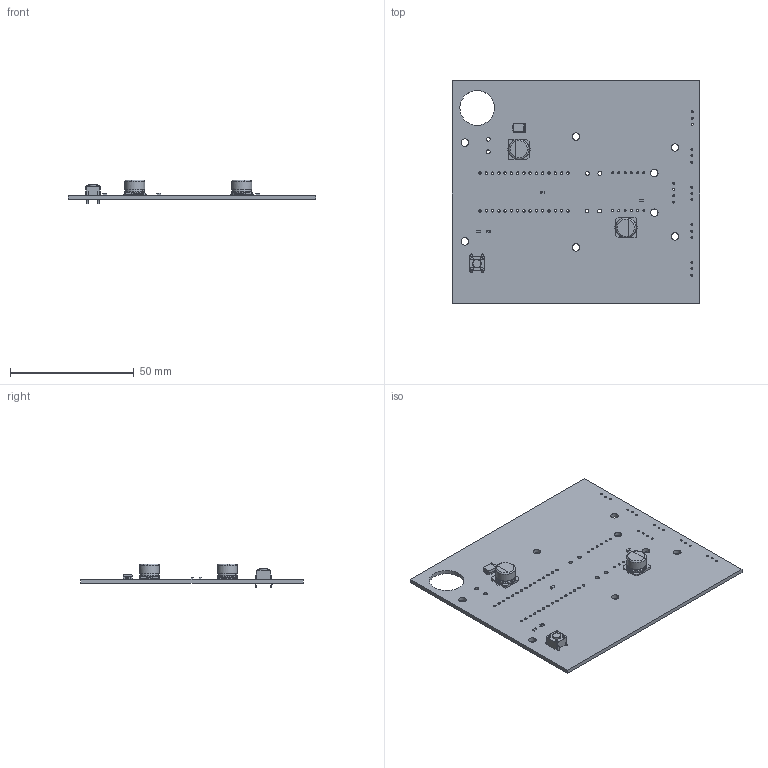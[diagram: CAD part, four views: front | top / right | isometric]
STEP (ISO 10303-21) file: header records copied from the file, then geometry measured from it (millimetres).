
FILE_DESCRIPTION(('KiCad electronic assembly'),'2;1');
FILE_NAME('FrenGP_robot.step','2024-09-23T19:20:14',('Pcbnew'),('Kicad') ,'Open CASCADE STEP processor 7.7','KiCad to STEP converter','Unknown' );
FILE_SCHEMA(('AUTOMOTIVE_DESIGN { 1 0 10303 214 1 1 1 1 }'));
Length unit declared in the file: millimetre
Products named in the file (14): FrenGP_robot 1; R_0603_1608Metric; CP_Elec_8x6.2; CP_Elec_8x62; D_SMB; SW_PUSH_6mm; C_0603_1608Metric; D_0603_1608Metric; D_0603; _autosave-FrenGP_robot_PCB
Assembly tree (15 placements, depth 3):
  FrenGP_robot 1
    R_0603_1608Metric
      R_0603_1608Metric
    CP_Elec_8x6.2  x2
      CP_Elec_8x62
    D_SMB
      D_SMB
    SW_PUSH_6mm
      SW_PUSH_6mm
    C_0603_1608Metric  x2
      C_0603_1608Metric
    D_0603_1608Metric
      D_0603
    _autosave-FrenGP_robot_PCB
Bounding box: 100 x 90 x 9.7 mm (x, y, z)
Volume: 14780.8 mm3; surface area: 19582.5 mm2
Topology: 9 solids, 9 shells, 435 faces, 1161 edges, 757 vertices
Faces by surface type: plane 219, cylinder 191, bspline 14, torus 9, revolution 2
Full cylindrical faces by diameter (mm): 0.8 x31, 1 x34, 1.1 x4, 1.52 x6, 3 x8, 3.5 x1, 8 x4, 14 x1
Entity records: 14277 total; most frequent: CARTESIAN_POINT 2351, DIRECTION 2025, ORIENTED_EDGE 1972, EDGE_CURVE 986, AXIS2_PLACEMENT_3D 706, VERTEX_POINT 644, LINE 612, VECTOR 612
